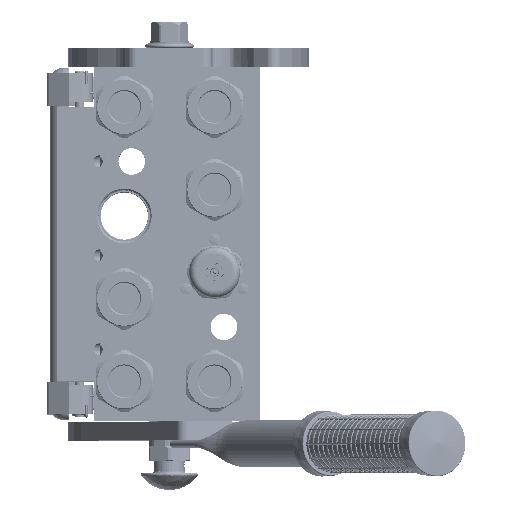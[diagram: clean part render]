
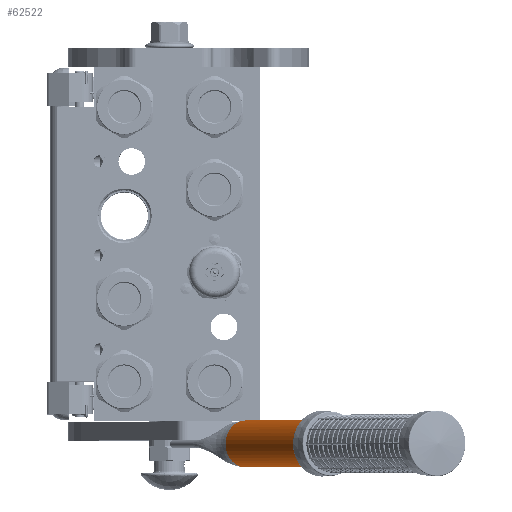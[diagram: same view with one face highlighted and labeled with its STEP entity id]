
A CAD part, top view. The second image highlights one B-rep face of the part: STEP entity #62522.
In plain terms, the highlighted cylindrical face has radius 12.5 mm (diameter 25 mm), a partial arc.
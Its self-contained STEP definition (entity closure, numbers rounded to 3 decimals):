
#2078 = VERTEX_POINT ( 'NONE', #61523 ) ;
#7170 = CARTESIAN_POINT ( 'NONE',  ( -12.471, 0.146, 0.847 ) ) ;
#8092 = LINE ( 'NONE', #130098, #206141 ) ;
#8849 = CARTESIAN_POINT ( 'NONE',  ( -12.478, 0.167, 0.748 ) ) ;
#11021 = CARTESIAN_POINT ( 'NONE',  ( -12.426, 0., 1.36 ) ) ;
#13300 = ORIENTED_EDGE ( 'NONE', *, *, #97014, .F. ) ;
#15323 = CARTESIAN_POINT ( 'NONE',  ( -12.5, 0.24, 0. ) ) ;
#16049 = DIRECTION ( 'NONE',  ( -0.994, 0., 0.109 ) ) ;
#23972 = CARTESIAN_POINT ( 'NONE',  ( -12.461, 0.114, 0.981 ) ) ;
#26497 = CARTESIAN_POINT ( 'NONE',  ( -12.5, 0.24, 0. ) ) ;
#28333 = CARTESIAN_POINT ( 'NONE',  ( 12.481, 0.178, 0.688 ) ) ;
#30446 = ORIENTED_EDGE ( 'NONE', *, *, #215447, .F. ) ;
#38801 = ORIENTED_EDGE ( 'NONE', *, *, #157264, .F. ) ;
#42384 = CARTESIAN_POINT ( 'NONE',  ( -12.441, 0.049, 1.219 ) ) ;
#44883 = CARTESIAN_POINT ( 'NONE',  ( -12.467, 0.131, 0.91 ) ) ;
#44980 = CARTESIAN_POINT ( 'NONE',  ( 12.426, 0., 1.36 ) ) ;
#47181 = EDGE_LOOP ( 'NONE', ( #157568, #213551, #13300, #38801, #240078, #143352, #30446 ) ) ;
#47414 = CARTESIAN_POINT ( 'NONE',  ( -12.466, 0.127, 0.927 ) ) ;
#51840 = LINE ( 'NONE', #227931, #204907 ) ;
#53141 = DIRECTION ( 'NONE',  ( 0., 1., 0. ) ) ;
#54785 = DIRECTION ( 'NONE',  ( -1., 0., 0. ) ) ;
#56002 = CARTESIAN_POINT ( 'NONE',  ( 12.5, 0.24, 0. ) ) ;
#61007 = CARTESIAN_POINT ( 'NONE',  ( 12.5, 0.24, 0.108 ) ) ;
#61523 = CARTESIAN_POINT ( 'NONE',  ( 0., 0., 12.5 ) ) ;
#62522 = ADVANCED_FACE ( 'NONE', ( #150289 ), #126206, .T. ) ;
#62677 = CARTESIAN_POINT ( 'NONE',  ( 12.5, 0.24, 0. ) ) ;
#64132 = CARTESIAN_POINT ( 'NONE',  ( -12.494, 0.221, 0.449 ) ) ;
#68443 = CARTESIAN_POINT ( 'NONE',  ( 12.482, 0.18, 0.676 ) ) ;
#71044 = DIRECTION ( 'NONE',  ( 0., 1., 0. ) ) ;
#71342 = DIRECTION ( 'NONE',  ( 0., 1., 0. ) ) ;
#79640 = AXIS2_PLACEMENT_3D ( 'NONE', #92896, #71044, #111352 ) ;
#83480 = CARTESIAN_POINT ( 'NONE',  ( -12.468, 0.136, 0.889 ) ) ;
#87003 = CARTESIAN_POINT ( 'NONE',  ( 12.482, 0.182, 0.665 ) ) ;
#87825 = CARTESIAN_POINT ( 'NONE',  ( 12.481, 0.178, 0.683 ) ) ;
#87959 = VERTEX_POINT ( 'NONE', #11021 ) ;
#92896 = CARTESIAN_POINT ( 'NONE',  ( 0., 0., 0. ) ) ;
#97014 = EDGE_CURVE ( 'NONE', #188765, #172702, #51840, .T. ) ;
#103817 = CARTESIAN_POINT ( 'NONE',  ( 12.486, 0.195, 0.586 ) ) ;
#106704 = VERTEX_POINT ( 'NONE', #202147 ) ;
#111352 = DIRECTION ( 'NONE',  ( -0.994, 0., 0.109 ) ) ;
#112479 = DIRECTION ( 'NONE',  ( 0., 1., 0. ) ) ;
#116682 = AXIS2_PLACEMENT_3D ( 'NONE', #123743, #143070, #181726 ) ;
#117891 = CARTESIAN_POINT ( 'NONE',  ( -12.426, 0., 1.36 ) ) ;
#120420 = AXIS2_PLACEMENT_3D ( 'NONE', #228233, #112479, #16049 ) ;
#123063 = B_SPLINE_CURVE_WITH_KNOTS ( 'NONE', 3,
 ( #117891, #42384, #234494, #23972, #196713, #47414, #179156, #44883, #83480, #7170, #201691, #8849, #217721, #64132, #141336, #26497 ),
 .UNSPECIFIED., .F., .F.,
 ( 4, 2, 1, 2, 2, 1, 2, 2, 4 ),
 ( 0., 0.25, 0.312, 0.328, 0.344, 0.375, 0.437, 0.5, 1. ),
 .UNSPECIFIED. ) ;
#123743 = CARTESIAN_POINT ( 'NONE',  ( 0., 0., 0. ) ) ;
#124722 = CARTESIAN_POINT ( 'NONE',  ( 12.492, 0.214, 0.452 ) ) ;
#126206 = CYLINDRICAL_SURFACE ( 'NONE', #116682, 12.5 ) ;
#130098 = CARTESIAN_POINT ( 'NONE',  ( 12.5, 0.24, 0. ) ) ;
#130893 = B_SPLINE_CURVE_WITH_KNOTS ( 'NONE', 3,
 ( #62677, #61007, #183507, #143213, #124722, #181871, #103817, #144028, #87003, #68443, #87825, #28333, #162519, #142374, #222048 ),
 .UNSPECIFIED., .F., .F.,
 ( 4, 2, 2, 1, 1, 1, 2, 2, 4 ),
 ( 0., 0.25, 0.375, 0.437, 0.469, 0.484, 0.492, 0.5, 1. ),
 .UNSPECIFIED. ) ;
#137822 = CIRCLE ( 'NONE', #120420, 12.5 ) ;
#138406 = EDGE_CURVE ( 'NONE', #219438, #106704, #8092, .T. ) ;
#141336 = CARTESIAN_POINT ( 'NONE',  ( -12.5, 0.24, 0.216 ) ) ;
#142374 = CARTESIAN_POINT ( 'NONE',  ( 12.456, 0.096, 1.087 ) ) ;
#143070 = DIRECTION ( 'NONE',  ( 0., -1., 0. ) ) ;
#143213 = CARTESIAN_POINT ( 'NONE',  ( 12.494, 0.22, 0.394 ) ) ;
#143352 = ORIENTED_EDGE ( 'NONE', *, *, #197270, .T. ) ;
#144028 = CARTESIAN_POINT ( 'NONE',  ( 12.484, 0.186, 0.638 ) ) ;
#150289 = FACE_OUTER_BOUND ( 'NONE', #47181, .T. ) ;
#150436 = CARTESIAN_POINT ( 'NONE',  ( 0., 198., 0. ) ) ;
#150735 = DIRECTION ( 'NONE',  ( 0., 1., 0. ) ) ;
#157264 = EDGE_CURVE ( 'NONE', #87959, #188765, #123063, .T. ) ;
#157568 = ORIENTED_EDGE ( 'NONE', *, *, #138406, .T. ) ;
#162519 = CARTESIAN_POINT ( 'NONE',  ( 12.472, 0.146, 0.859 ) ) ;
#163650 = VERTEX_POINT ( 'NONE', #44980 ) ;
#172702 = VERTEX_POINT ( 'NONE', #173473 ) ;
#173473 = CARTESIAN_POINT ( 'NONE',  ( -12.5, 198., 0. ) ) ;
#175931 = AXIS2_PLACEMENT_3D ( 'NONE', #150436, #53141, #54785 ) ;
#179156 = CARTESIAN_POINT ( 'NONE',  ( -12.466, 0.13, 0.917 ) ) ;
#181726 = DIRECTION ( 'NONE',  ( 1., 0., 0. ) ) ;
#181871 = CARTESIAN_POINT ( 'NONE',  ( 12.488, 0.202, 0.541 ) ) ;
#183507 = CARTESIAN_POINT ( 'NONE',  ( 12.499, 0.235, 0.221 ) ) ;
#183816 = EDGE_CURVE ( 'NONE', #172702, #106704, #232509, .T. ) ;
#188765 = VERTEX_POINT ( 'NONE', #15323 ) ;
#196713 = CARTESIAN_POINT ( 'NONE',  ( -12.464, 0.121, 0.953 ) ) ;
#197270 = EDGE_CURVE ( 'NONE', #2078, #163650, #229746, .T. ) ;
#201691 = CARTESIAN_POINT ( 'NONE',  ( -12.474, 0.155, 0.804 ) ) ;
#202147 = CARTESIAN_POINT ( 'NONE',  ( 12.5, 198., 0. ) ) ;
#202523 = EDGE_CURVE ( 'NONE', #87959, #2078, #137822, .T. ) ;
#204907 = VECTOR ( 'NONE', #150735, 1000. ) ;
#206141 = VECTOR ( 'NONE', #71342, 1000. ) ;
#213551 = ORIENTED_EDGE ( 'NONE', *, *, #183816, .F. ) ;
#215447 = EDGE_CURVE ( 'NONE', #219438, #163650, #130893, .T. ) ;
#217721 = CARTESIAN_POINT ( 'NONE',  ( -12.479, 0.172, 0.721 ) ) ;
#219438 = VERTEX_POINT ( 'NONE', #56002 ) ;
#222048 = CARTESIAN_POINT ( 'NONE',  ( 12.426, 0., 1.36 ) ) ;
#227931 = CARTESIAN_POINT ( 'NONE',  ( -12.5, 0.24, 0. ) ) ;
#228233 = CARTESIAN_POINT ( 'NONE',  ( 0., 0., 0. ) ) ;
#229746 = CIRCLE ( 'NONE', #79640, 12.5 ) ;
#232509 = CIRCLE ( 'NONE', #175931, 12.5 ) ;
#234494 = CARTESIAN_POINT ( 'NONE',  ( -12.452, 0.083, 1.1 ) ) ;
#240078 = ORIENTED_EDGE ( 'NONE', *, *, #202523, .T. ) ;
